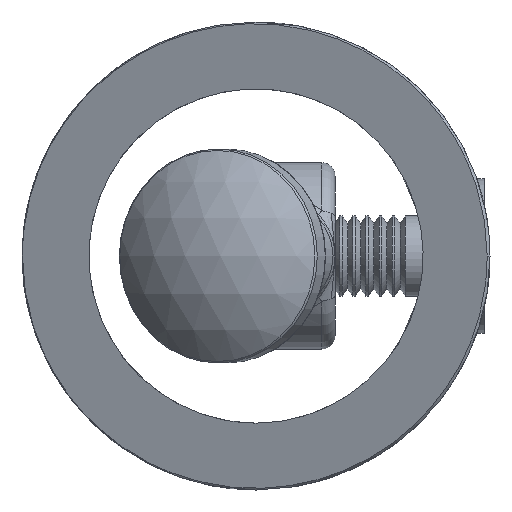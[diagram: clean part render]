
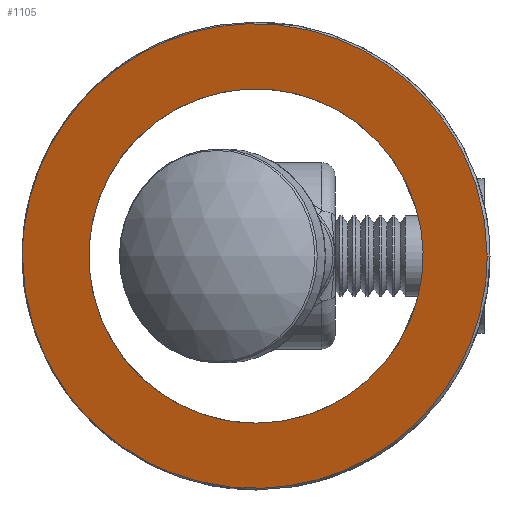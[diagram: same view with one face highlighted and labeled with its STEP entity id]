
A CAD part, front view. The second image highlights one B-rep face of the part: STEP entity #1105.
In plain terms, the highlighted planar face has unit normal (-0.383, -0.924, 0).
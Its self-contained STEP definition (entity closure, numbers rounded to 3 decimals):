
#426=CARTESIAN_POINT('',(-17.464,-4.518,0.));
#427=VERTEX_POINT('',#426);
#428=CARTESIAN_POINT('',(17.288,-18.912,0.));
#429=VERTEX_POINT('',#428);
#430=CARTESIAN_POINT('',(-17.464,-4.518,0.));
#431=CARTESIAN_POINT('',(-17.464,-4.518,-1.998));
#432=CARTESIAN_POINT('',(-17.115,-4.662,-3.985));
#433=CARTESIAN_POINT('',(-16.45,-4.938,-5.849));
#434=CARTESIAN_POINT('',(-16.353,-4.978,-6.119));
#435=CARTESIAN_POINT('',(-16.25,-5.02,-6.387));
#436=CARTESIAN_POINT('',(-16.141,-5.065,-6.649));
#437=CARTESIAN_POINT('',(-15.205,-5.453,-8.909));
#438=CARTESIAN_POINT('',(-13.869,-6.006,-10.791));
#439=CARTESIAN_POINT('',(-12.374,-6.626,-12.287));
#440=CARTESIAN_POINT('',(-10.895,-7.238,-13.765));
#441=CARTESIAN_POINT('',(-9.245,-7.922,-14.88));
#442=CARTESIAN_POINT('',(-7.581,-8.611,-15.677));
#443=CARTESIAN_POINT('',(-7.301,-8.727,-15.811));
#444=CARTESIAN_POINT('',(-7.021,-8.843,-15.936));
#445=CARTESIAN_POINT('',(-6.737,-8.961,-16.053));
#446=CARTESIAN_POINT('',(-4.619,-9.838,-16.931));
#447=CARTESIAN_POINT('',(-2.345,-10.78,-17.376));
#448=CARTESIAN_POINT('',(-0.088,-11.715,-17.376));
#449=CARTESIAN_POINT('',(2.17,-12.65,-17.376));
#450=CARTESIAN_POINT('',(4.443,-13.592,-16.931));
#451=CARTESIAN_POINT('',(6.562,-14.469,-16.053));
#452=CARTESIAN_POINT('',(8.148,-15.126,-15.396));
#453=CARTESIAN_POINT('',(9.712,-15.774,-14.475));
#454=CARTESIAN_POINT('',(11.173,-16.379,-13.232));
#455=CARTESIAN_POINT('',(11.522,-16.524,-12.935));
#456=CARTESIAN_POINT('',(11.865,-16.666,-12.62));
#457=CARTESIAN_POINT('',(12.199,-16.804,-12.287));
#458=CARTESIAN_POINT('',(13.694,-17.423,-10.791));
#459=CARTESIAN_POINT('',(15.029,-17.977,-8.909));
#460=CARTESIAN_POINT('',(15.965,-18.364,-6.649));
#461=CARTESIAN_POINT('',(16.767,-18.697,-4.713));
#462=CARTESIAN_POINT('',(17.227,-18.887,-2.581));
#463=CARTESIAN_POINT('',(17.282,-18.91,-0.443));
#464=CARTESIAN_POINT('',(17.286,-18.911,-0.295));
#465=CARTESIAN_POINT('',(17.288,-18.912,-0.148));
#466=CARTESIAN_POINT('',(17.288,-18.912,0.));
#467=B_SPLINE_CURVE_WITH_KNOTS('',3,(#430,#431,#432,#433,#434,#435,#436,#437,#438,#439,#440,#441,#442,#443,#444,#445,#446,#447,#448,#449,#450,#451,#452,#453,#454,#455,#456,#457,#458,#459,#460,#461,#462,#463,#464,#465,#466),.UNSPECIFIED.,.F.,.U.,(4,3,3,3,3,3,3,3,3,3,3,3,4),(-6.469,-5.869,-5.782,-5.033,-4.292,-4.167,-3.234,-2.301,-1.603,-1.436,-0.686,-0.044,0.),.UNSPECIFIED.);
#468=EDGE_CURVE('',#427,#429,#467,.T.);
#743=CARTESIAN_POINT('',(0.0,-11.751,-12.5));
#744=VERTEX_POINT('',#743);
#745=CARTESIAN_POINT('',(0.,-11.751,0.0));
#746=DIRECTION('',(-0.383,-0.924,0.));
#747=DIRECTION('',(0.924,-0.383,0.));
#748=AXIS2_PLACEMENT_3D('',#745,#746,#747);
#749=ELLIPSE('',#748,13.53,12.5);
#750=EDGE_CURVE('',#744,#744,#749,.T.);
#1054=CARTESIAN_POINT('',(17.5,-19.0,38.0));
#1055=DIRECTION('',(-0.383,-0.924,0.0));
#1056=DIRECTION('',(0.0,0.0,-1.0));
#1057=AXIS2_PLACEMENT_3D('',#1054,#1055,#1056);
#1058=PLANE('',#1057);
#1059=CARTESIAN_POINT('',(17.288,-18.912,0.));
#1060=CARTESIAN_POINT('',(17.288,-18.912,1.998));
#1061=CARTESIAN_POINT('',(16.939,-18.768,3.985));
#1062=CARTESIAN_POINT('',(16.274,-18.492,5.848));
#1063=CARTESIAN_POINT('',(16.177,-18.452,6.119));
#1064=CARTESIAN_POINT('',(16.074,-18.409,6.387));
#1065=CARTESIAN_POINT('',(15.965,-18.364,6.649));
#1066=CARTESIAN_POINT('',(15.029,-17.977,8.909));
#1067=CARTESIAN_POINT('',(13.694,-17.423,10.791));
#1068=CARTESIAN_POINT('',(12.199,-16.804,12.287));
#1069=CARTESIAN_POINT('',(10.72,-16.192,13.765));
#1070=CARTESIAN_POINT('',(9.069,-15.508,14.88));
#1071=CARTESIAN_POINT('',(7.405,-14.819,15.677));
#1072=CARTESIAN_POINT('',(7.125,-14.702,15.811));
#1073=CARTESIAN_POINT('',(6.845,-14.587,15.936));
#1074=CARTESIAN_POINT('',(6.562,-14.469,16.053));
#1075=CARTESIAN_POINT('',(4.443,-13.592,16.931));
#1076=CARTESIAN_POINT('',(2.17,-12.65,17.376));
#1077=CARTESIAN_POINT('',(-0.088,-11.715,17.376));
#1078=CARTESIAN_POINT('',(-2.345,-10.78,17.376));
#1079=CARTESIAN_POINT('',(-4.619,-9.838,16.931));
#1080=CARTESIAN_POINT('',(-6.737,-8.961,16.053));
#1081=CARTESIAN_POINT('',(-8.324,-8.303,15.396));
#1082=CARTESIAN_POINT('',(-9.888,-7.656,14.475));
#1083=CARTESIAN_POINT('',(-11.349,-7.05,13.232));
#1084=CARTESIAN_POINT('',(-11.698,-6.906,12.935));
#1085=CARTESIAN_POINT('',(-12.041,-6.764,12.62));
#1086=CARTESIAN_POINT('',(-12.374,-6.626,12.287));
#1087=CARTESIAN_POINT('',(-13.869,-6.006,10.791));
#1088=CARTESIAN_POINT('',(-15.205,-5.453,8.909));
#1089=CARTESIAN_POINT('',(-16.141,-5.065,6.649));
#1090=CARTESIAN_POINT('',(-16.943,-4.733,4.713));
#1091=CARTESIAN_POINT('',(-17.403,-4.543,2.581));
#1092=CARTESIAN_POINT('',(-17.458,-4.52,0.442));
#1093=CARTESIAN_POINT('',(-17.462,-4.518,0.295));
#1094=CARTESIAN_POINT('',(-17.464,-4.518,0.148));
#1095=CARTESIAN_POINT('',(-17.464,-4.518,0.));
#1096=B_SPLINE_CURVE_WITH_KNOTS('',3,(#1059,#1060,#1061,#1062,#1063,#1064,#1065,#1066,#1067,#1068,#1069,#1070,#1071,#1072,#1073,#1074,#1075,#1076,#1077,#1078,#1079,#1080,#1081,#1082,#1083,#1084,#1085,#1086,#1087,#1088,#1089,#1090,#1091,#1092,#1093,#1094,#1095),.UNSPECIFIED.,.F.,.U.,(4,3,3,3,3,3,3,3,3,3,3,3,4),(-6.469,-5.869,-5.782,-5.033,-4.292,-4.167,-3.234,-2.301,-1.603,-1.436,-0.686,-0.044,0.0),.UNSPECIFIED.);
#1097=EDGE_CURVE('',#429,#427,#1096,.T.);
#1098=ORIENTED_EDGE('',*,*,#1097,.T.);
#1099=ORIENTED_EDGE('',*,*,#468,.T.);
#1100=EDGE_LOOP('',(#1098,#1099));
#1101=FACE_OUTER_BOUND('',#1100,.T.);
#1102=ORIENTED_EDGE('',*,*,#750,.F.);
#1103=EDGE_LOOP('',(#1102));
#1104=FACE_BOUND('',#1103,.T.);
#1105=ADVANCED_FACE('',(#1101,#1104),#1058,.T.);
